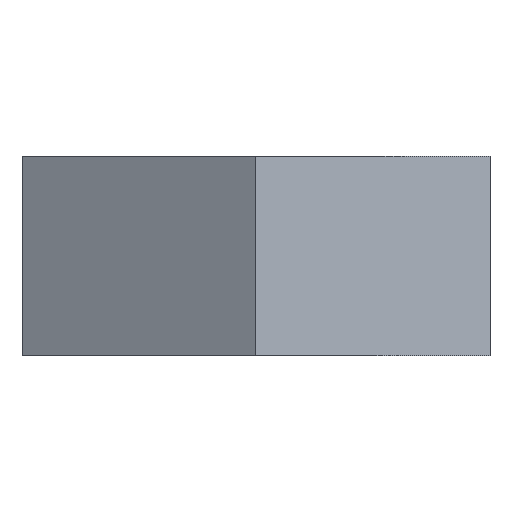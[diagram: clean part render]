
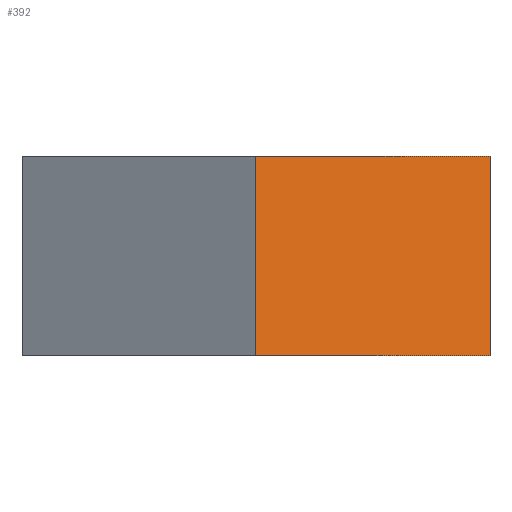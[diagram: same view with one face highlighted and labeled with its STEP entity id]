
A CAD part, left-side view. The second image highlights one B-rep face of the part: STEP entity #392.
In plain terms, the highlighted planar face has unit normal (-0.866, -0.5, 0).
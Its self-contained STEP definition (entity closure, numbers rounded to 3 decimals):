
#21=PLANE('',#429);
#44=FACE_OUTER_BOUND('',#66,.T.);
#66=EDGE_LOOP('',(#342,#343,#344,#345));
#112=LINE('',#1465,#139);
#122=LINE('',#1485,#149);
#123=LINE('',#1488,#150);
#124=LINE('',#1489,#151);
#139=VECTOR('',#476,10.);
#149=VECTOR('',#494,10.);
#150=VECTOR('',#497,10.);
#151=VECTOR('',#498,10.);
#183=VERTEX_POINT('',#1462);
#184=VERTEX_POINT('',#1464);
#190=VERTEX_POINT('',#1483);
#191=VERTEX_POINT('',#1487);
#234=EDGE_CURVE('',#183,#184,#112,.T.);
#244=EDGE_CURVE('',#190,#184,#122,.T.);
#245=EDGE_CURVE('',#191,#190,#123,.T.);
#246=EDGE_CURVE('',#191,#183,#124,.T.);
#342=ORIENTED_EDGE('',*,*,#245,.T.);
#343=ORIENTED_EDGE('',*,*,#244,.T.);
#344=ORIENTED_EDGE('',*,*,#234,.F.);
#345=ORIENTED_EDGE('',*,*,#246,.F.);
#392=ADVANCED_FACE('',(#44),#21,.T.);
#429=AXIS2_PLACEMENT_3D('',#1486,#495,#496);
#476=DIRECTION('',(0.5,-0.866,0.));
#494=DIRECTION('',(0.,0.,1.));
#495=DIRECTION('center_axis',(-0.866,-0.5,0.));
#496=DIRECTION('ref_axis',(0.5,-0.866,0.));
#497=DIRECTION('',(0.5,-0.866,0.));
#498=DIRECTION('',(0.,0.,1.));
#1462=CARTESIAN_POINT('',(-3.118,0.,-5.7));
#1464=CARTESIAN_POINT('',(-1.559,-2.7,-5.7));
#1465=CARTESIAN_POINT('',(-3.118,0.,-5.7));
#1483=CARTESIAN_POINT('',(-1.559,-2.7,-8.));
#1485=CARTESIAN_POINT('',(-1.559,-2.7,-8.));
#1486=CARTESIAN_POINT('Origin',(-3.118,0.,
-8.));
#1487=CARTESIAN_POINT('',(-3.118,0.,-8.));
#1488=CARTESIAN_POINT('',(-3.118,0.,-8.));
#1489=CARTESIAN_POINT('',(-3.118,0.,-8.));
